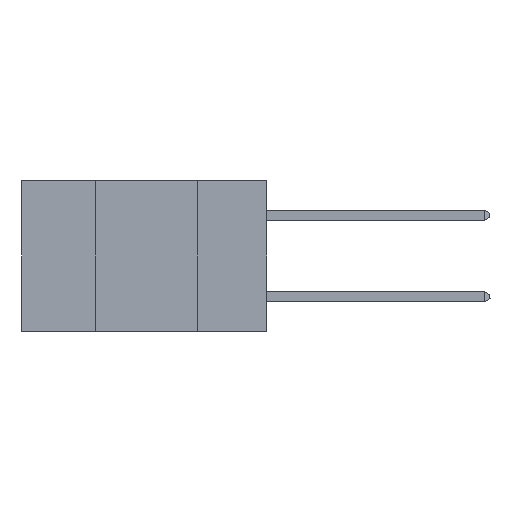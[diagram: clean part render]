
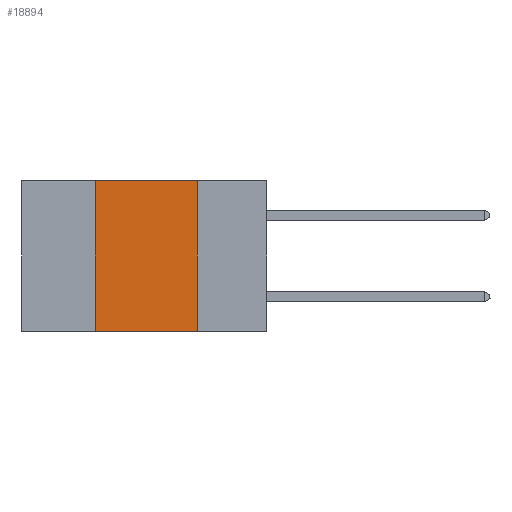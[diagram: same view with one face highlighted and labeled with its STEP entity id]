
A CAD part, left-side view. The second image highlights one B-rep face of the part: STEP entity #18894.
In plain terms, the highlighted planar face has unit normal (-1, 0, 0).
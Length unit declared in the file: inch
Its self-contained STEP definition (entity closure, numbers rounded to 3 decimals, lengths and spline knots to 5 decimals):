
#120 = DIRECTION ( 'NONE',  ( 0., -1., 0. ) ) ;
#311 = PLANE ( 'NONE',  #17823 ) ;
#797 = VERTEX_POINT ( 'NONE', #17557 ) ;
#925 = VECTOR ( 'NONE', #4377, 39.37008 ) ;
#1072 = DIRECTION ( 'NONE',  ( 0., -1., 0. ) ) ;
#1223 = CARTESIAN_POINT ( 'NONE',  ( 0., 0.6, -0.37 ) ) ;
#1714 = CARTESIAN_POINT ( 'NONE',  ( 0., 0.17, 0. ) ) ;
#2062 = DIRECTION ( 'NONE',  ( 0., 0., -1. ) ) ;
#2359 = LINE ( 'NONE', #1223, #10766 ) ;
#2632 = CARTESIAN_POINT ( 'NONE',  ( 0., 0.42, 0. ) ) ;
#3336 = FACE_OUTER_BOUND ( 'NONE', #13342, .T. ) ;
#3564 = CARTESIAN_POINT ( 'NONE',  ( 0., 0.6, 0. ) ) ;
#4377 = DIRECTION ( 'NONE',  ( 0., 0., 1. ) ) ;
#4725 = CARTESIAN_POINT ( 'NONE',  ( 0., 0.42, -0.37 ) ) ;
#4942 = ORIENTED_EDGE ( 'NONE', *, *, #13395, .F. ) ;
#6029 = ORIENTED_EDGE ( 'NONE', *, *, #17930, .F. ) ;
#7411 = LINE ( 'NONE', #1714, #19862 ) ;
#7688 = VERTEX_POINT ( 'NONE', #13401 ) ;
#9557 = CARTESIAN_POINT ( 'NONE',  ( 0., 0.42, 0. ) ) ;
#10766 = VECTOR ( 'NONE', #1072, 39.37008 ) ;
#11240 = LINE ( 'NONE', #3564, #19758 ) ;
#11818 = DIRECTION ( 'NONE',  ( 0., 0., -1. ) ) ;
#12156 = DIRECTION ( 'NONE',  ( 1., 0., 0. ) ) ;
#13342 = EDGE_LOOP ( 'NONE', ( #4942, #18594, #6029, #20387 ) ) ;
#13395 = EDGE_CURVE ( 'NONE', #7688, #797, #7411, .T. ) ;
#13401 = CARTESIAN_POINT ( 'NONE',  ( 0., 0.17, 0. ) ) ;
#13818 = CARTESIAN_POINT ( 'NONE',  ( 0., 0.6, 0. ) ) ;
#14466 = LINE ( 'NONE', #2632, #925 ) ;
#15855 = VERTEX_POINT ( 'NONE', #4725 ) ;
#16782 = EDGE_CURVE ( 'NONE', #15855, #797, #2359, .T. ) ;
#17353 = VERTEX_POINT ( 'NONE', #9557 ) ;
#17557 = CARTESIAN_POINT ( 'NONE',  ( 0., 0.17, -0.37 ) ) ;
#17631 = EDGE_CURVE ( 'NONE', #17353, #7688, #11240, .T. ) ;
#17823 = AXIS2_PLACEMENT_3D ( 'NONE', #13818, #12156, #2062 ) ;
#17930 = EDGE_CURVE ( 'NONE', #15855, #17353, #14466, .T. ) ;
#18594 = ORIENTED_EDGE ( 'NONE', *, *, #17631, .F. ) ;
#18894 = ADVANCED_FACE ( 'NONE', ( #3336 ), #311, .F. ) ;
#19758 = VECTOR ( 'NONE', #120, 39.37008 ) ;
#19862 = VECTOR ( 'NONE', #11818, 39.37008 ) ;
#20387 = ORIENTED_EDGE ( 'NONE', *, *, #16782, .T. ) ;
